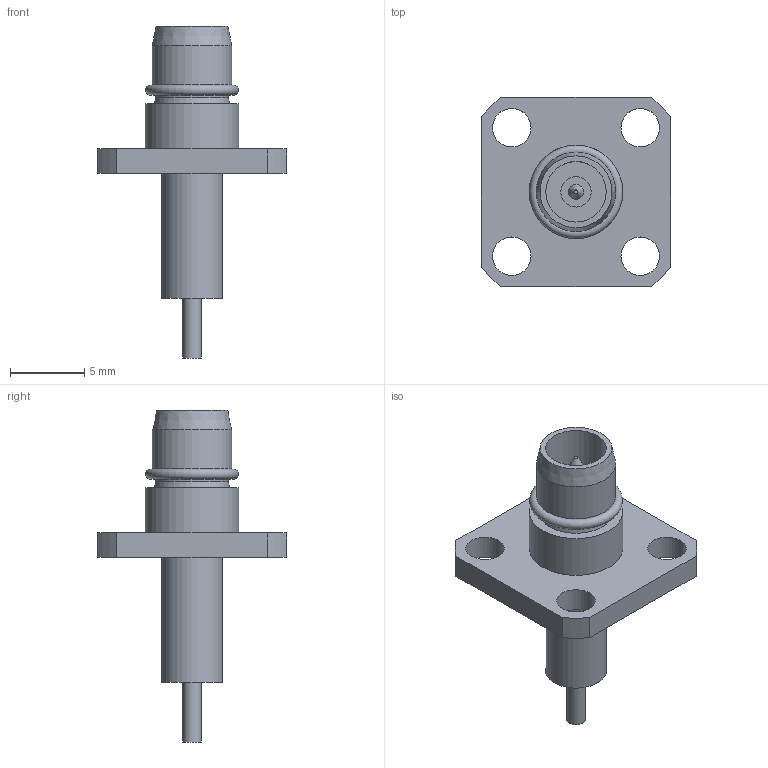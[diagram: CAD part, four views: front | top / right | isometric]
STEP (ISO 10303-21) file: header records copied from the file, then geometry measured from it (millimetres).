
FILE_DESCRIPTION (( 'STEP AP203' ), '1' );
FILE_NAME ('FMCN1224_3D.step', '2022-04-11T15:28:40', ( '' ), ( '' ), 'SwSTEP 2.0', 'SolidWorks 2021', '' );
FILE_SCHEMA (( 'CONFIG_CONTROL_DESIGN' ));
Length unit declared in the file: inch
Products named in the file (1): FMCN1224_3D
Bounding box: 12.7 x 12.7 x 22.31 mm (x, y, z)
Volume: 491.5 mm3; surface area: 801.1 mm2
Topology: 2 solids, 2 shells, 34 faces, 70 edges, 46 vertices
Faces by surface type: cylinder 16, plane 14, cone 3, torus 1
Full cylindrical faces by diameter (mm): 1.016 x1, 1.27 x1, 2.032 x1, 2.591 x4, 4.064 x1, 4.089 x1, 4.866 x1, 5.334 x1, 6.279 x1
Entity records: 899 total; most frequent: DIRECTION 156, CARTESIAN_POINT 129, ORIENTED_EDGE 102, AXIS2_PLACEMENT_3D 70, EDGE_LOOP 64, EDGE_CURVE 51, FACE_OUTER_BOUND 45, VERTEX_POINT 43
